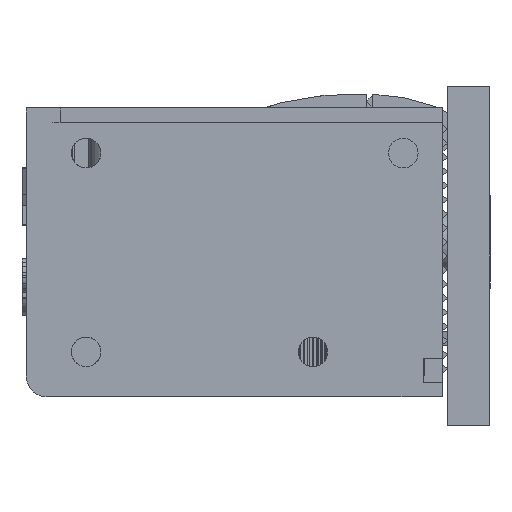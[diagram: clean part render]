
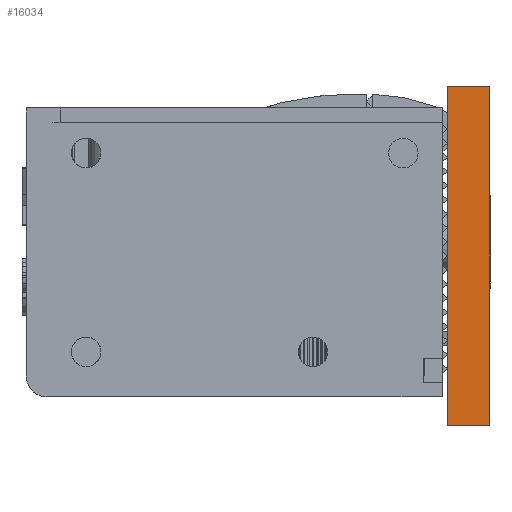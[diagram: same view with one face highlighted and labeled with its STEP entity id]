
A CAD part, front view. The second image highlights one B-rep face of the part: STEP entity #16034.
In plain terms, the highlighted planar face has unit normal (0, -1, 0).
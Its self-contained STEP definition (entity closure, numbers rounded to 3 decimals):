
#2750 = DIRECTION ( 'NONE',  ( 0., 1., 0. ) ) ;
#3805 = CARTESIAN_POINT ( 'NONE',  ( -12., -125., 0. ) ) ;
#4861 = EDGE_CURVE ( 'NONE', #62610, #11317, #48082, .T. ) ;
#8820 = DIRECTION ( 'NONE',  ( 0., 0., 1. ) ) ;
#9608 = PLANE ( 'NONE',  #69778 ) ;
#9839 = EDGE_CURVE ( 'NONE', #11317, #58276, #20118, .T. ) ;
#11317 = VERTEX_POINT ( 'NONE', #28370 ) ;
#14318 = ORIENTED_EDGE ( 'NONE', *, *, #49455, .T. ) ;
#16034 = ADVANCED_FACE ( 'NONE', ( #64058 ), #9608, .F. ) ;
#20118 = LINE ( 'NONE', #69683, #28047 ) ;
#20827 = EDGE_LOOP ( 'NONE', ( #68966, #67442, #73240, #14318 ) ) ;
#25704 = LINE ( 'NONE', #51097, #63757 ) ;
#25757 = CARTESIAN_POINT ( 'NONE',  ( -12., -125., 3. ) ) ;
#28047 = VECTOR ( 'NONE', #57591, 1000. ) ;
#28370 = CARTESIAN_POINT ( 'NONE',  ( 12., -125., 3. ) ) ;
#32208 = DIRECTION ( 'NONE',  ( 1., 0., 0. ) ) ;
#33812 = CARTESIAN_POINT ( 'NONE',  ( -12., -125., 3. ) ) ;
#37429 = DIRECTION ( 'NONE',  ( 1., 0., 0. ) ) ;
#43879 = CARTESIAN_POINT ( 'NONE',  ( -12., -125., 0. ) ) ;
#44237 = VECTOR ( 'NONE', #32208, 1000. ) ;
#48082 = LINE ( 'NONE', #25757, #44237 ) ;
#49455 = EDGE_CURVE ( 'NONE', #62610, #53939, #25704, .T. ) ;
#51097 = CARTESIAN_POINT ( 'NONE',  ( -12., -125., 3. ) ) ;
#51109 = CARTESIAN_POINT ( 'NONE',  ( -12., -125., 3. ) ) ;
#53939 = VERTEX_POINT ( 'NONE', #3805 ) ;
#57591 = DIRECTION ( 'NONE',  ( 0., 0., -1. ) ) ;
#58276 = VERTEX_POINT ( 'NONE', #73948 ) ;
#62610 = VERTEX_POINT ( 'NONE', #51109 ) ;
#63471 = EDGE_CURVE ( 'NONE', #53939, #58276, #74898, .T. ) ;
#63757 = VECTOR ( 'NONE', #74876, 1000. ) ;
#64058 = FACE_OUTER_BOUND ( 'NONE', #20827, .T. ) ;
#67442 = ORIENTED_EDGE ( 'NONE', *, *, #9839, .F. ) ;
#68966 = ORIENTED_EDGE ( 'NONE', *, *, #63471, .T. ) ;
#69683 = CARTESIAN_POINT ( 'NONE',  ( 12., -125., 3. ) ) ;
#69778 = AXIS2_PLACEMENT_3D ( 'NONE', #33812, #2750, #8820 ) ;
#72720 = VECTOR ( 'NONE', #37429, 1000. ) ;
#73240 = ORIENTED_EDGE ( 'NONE', *, *, #4861, .F. ) ;
#73948 = CARTESIAN_POINT ( 'NONE',  ( 12., -125., 0. ) ) ;
#74876 = DIRECTION ( 'NONE',  ( 0., 0., -1. ) ) ;
#74898 = LINE ( 'NONE', #43879, #72720 ) ;
